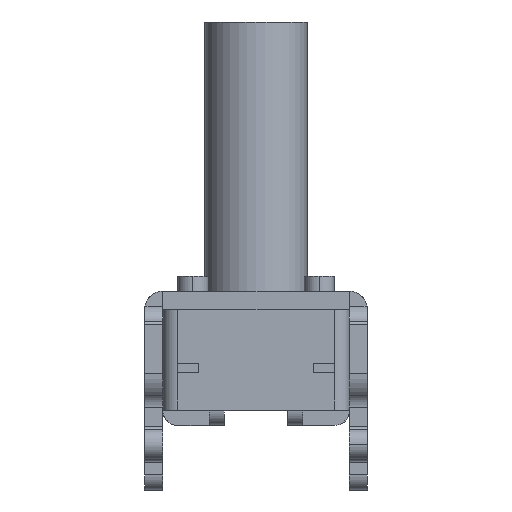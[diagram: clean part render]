
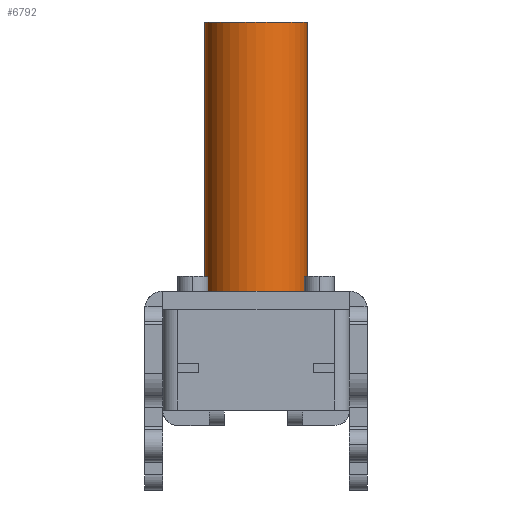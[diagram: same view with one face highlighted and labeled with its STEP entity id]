
A CAD part, top view. The second image highlights one B-rep face of the part: STEP entity #6792.
In plain terms, the highlighted cylindrical face has radius 1.7 mm (diameter 3.4 mm), a partial arc.
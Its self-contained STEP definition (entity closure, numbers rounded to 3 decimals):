
#205 = FACE_OUTER_BOUND ( 'NONE', #1715, .T. ) ;
#480 = DIRECTION ( 'NONE',  ( 1., 0., 0. ) ) ;
#1359 = EDGE_CURVE ( 'NONE', #9667, #6575, #9675, .T. ) ;
#1613 = ORIENTED_EDGE ( 'NONE', *, *, #9762, .T. ) ;
#1699 = EDGE_CURVE ( 'NONE', #5399, #6575, #5083, .T. ) ;
#1715 = EDGE_LOOP ( 'NONE', ( #1613, #11158, #2648, #3009 ) ) ;
#2154 = VECTOR ( 'NONE', #11315, 1000. ) ;
#2648 = ORIENTED_EDGE ( 'NONE', *, *, #1359, .T. ) ;
#3009 = ORIENTED_EDGE ( 'NONE', *, *, #1699, .F. ) ;
#3434 = AXIS2_PLACEMENT_3D ( 'NONE', #5401, #10860, #7123 ) ;
#3539 = CYLINDRICAL_SURFACE ( 'NONE', #3434, 1.7 ) ;
#3865 = CARTESIAN_POINT ( 'NONE',  ( 0., 0., 10.15 ) ) ;
#4543 = CARTESIAN_POINT ( 'NONE',  ( 1.7, 0., 10.15 ) ) ;
#4855 = VERTEX_POINT ( 'NONE', #10526 ) ;
#5083 = LINE ( 'NONE', #5246, #2154 ) ;
#5108 = EDGE_CURVE ( 'NONE', #4855, #9667, #8774, .T. ) ;
#5221 = CARTESIAN_POINT ( 'NONE',  ( -1.7, 0., 1. ) ) ;
#5246 = CARTESIAN_POINT ( 'NONE',  ( 1.7, 0., 1. ) ) ;
#5375 = CARTESIAN_POINT ( 'NONE',  ( -1.7, 0., 10.15 ) ) ;
#5399 = VERTEX_POINT ( 'NONE', #10233 ) ;
#5401 = CARTESIAN_POINT ( 'NONE',  ( 0., 0., 1. ) ) ;
#5776 = CARTESIAN_POINT ( 'NONE',  ( 0., 0., 1. ) ) ;
#6575 = VERTEX_POINT ( 'NONE', #4543 ) ;
#6792 = ADVANCED_FACE ( 'NONE', ( #205 ), #3539, .T. ) ;
#7123 = DIRECTION ( 'NONE',  ( 1., 0., 0. ) ) ;
#7469 = DIRECTION ( 'NONE',  ( 0., 0., -1. ) ) ;
#7976 = VECTOR ( 'NONE', #10634, 1000. ) ;
#8516 = AXIS2_PLACEMENT_3D ( 'NONE', #3865, #7469, #11091 ) ;
#8572 = AXIS2_PLACEMENT_3D ( 'NONE', #5776, #9448, #480 ) ;
#8774 = LINE ( 'NONE', #5221, #7976 ) ;
#9448 = DIRECTION ( 'NONE',  ( 0., 0., 1. ) ) ;
#9667 = VERTEX_POINT ( 'NONE', #5375 ) ;
#9675 = CIRCLE ( 'NONE', #8516, 1.7 ) ;
#9762 = EDGE_CURVE ( 'NONE', #5399, #4855, #9889, .T. ) ;
#9889 = CIRCLE ( 'NONE', #8572, 1.7 ) ;
#10233 = CARTESIAN_POINT ( 'NONE',  ( 1.7, 0., 1. ) ) ;
#10526 = CARTESIAN_POINT ( 'NONE',  ( -1.7, 0., 1. ) ) ;
#10634 = DIRECTION ( 'NONE',  ( 0., 0., 1. ) ) ;
#10860 = DIRECTION ( 'NONE',  ( 0., 0., 1. ) ) ;
#11091 = DIRECTION ( 'NONE',  ( 1., 0., 0. ) ) ;
#11158 = ORIENTED_EDGE ( 'NONE', *, *, #5108, .T. ) ;
#11315 = DIRECTION ( 'NONE',  ( 0., 0., 1. ) ) ;
